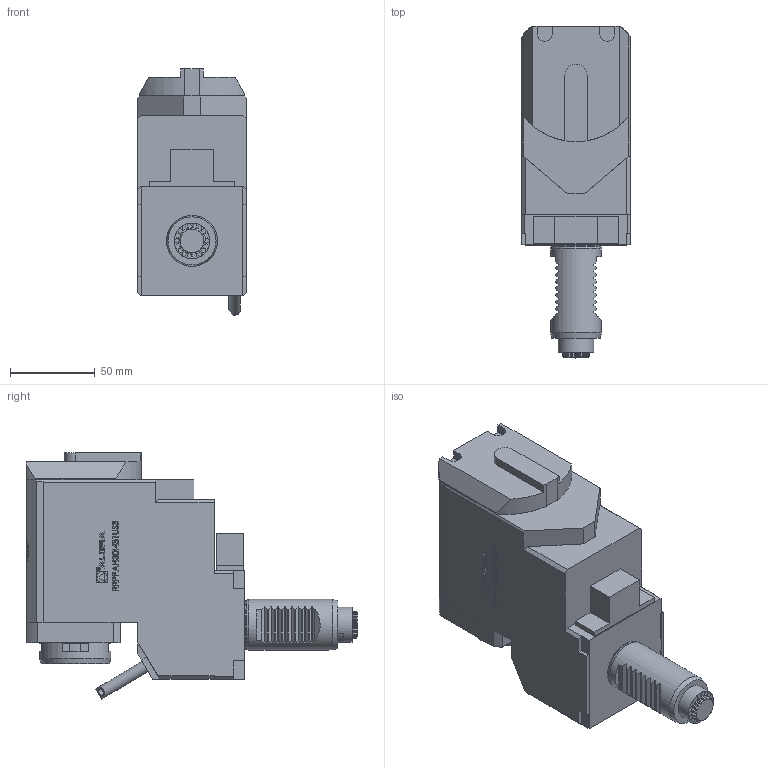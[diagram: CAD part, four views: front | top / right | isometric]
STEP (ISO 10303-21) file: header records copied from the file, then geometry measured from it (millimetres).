
FILE_DESCRIPTION (( 'STEP AP214' ), '1' );
FILE_NAME ('RRPPAH30I431US3.STEP', '2025-06-11T12:23:37', ( '' ), ( '' ), 'SwSTEP 2.0', 'SolidWorks 2023', '' );
FILE_SCHEMA (( 'AUTOMOTIVE_DESIGN' ));
Length unit declared in the file: millimetre
Products named in the file (1): RRPPAH30I431US3
Bounding box: 64 x 195.75 x 145.31 mm (x, y, z)
Volume: 891991.1 mm3; surface area: 70229.9 mm2
Topology: 1 solids, 1 shells, 807 faces, 2192 edges, 1436 vertices
Faces by surface type: plane 583, cylinder 113, bspline 100, cone 9, torus 2
Full cylindrical faces by diameter (mm): 1.7 x1, 2.1 x1, 4 x1, 6.366 x1, 7 x1, 29.1 x1, 30 x1, 42 x1
Entity records: 34150 total; most frequent: CARTESIAN_POINT 11223, ORIENTED_EDGE 4342, DIRECTION 3471, EDGE_CURVE 2171, LINE 1483, VECTOR 1483, VERTEX_POINT 1430, AXIS2_PLACEMENT_3D 994
